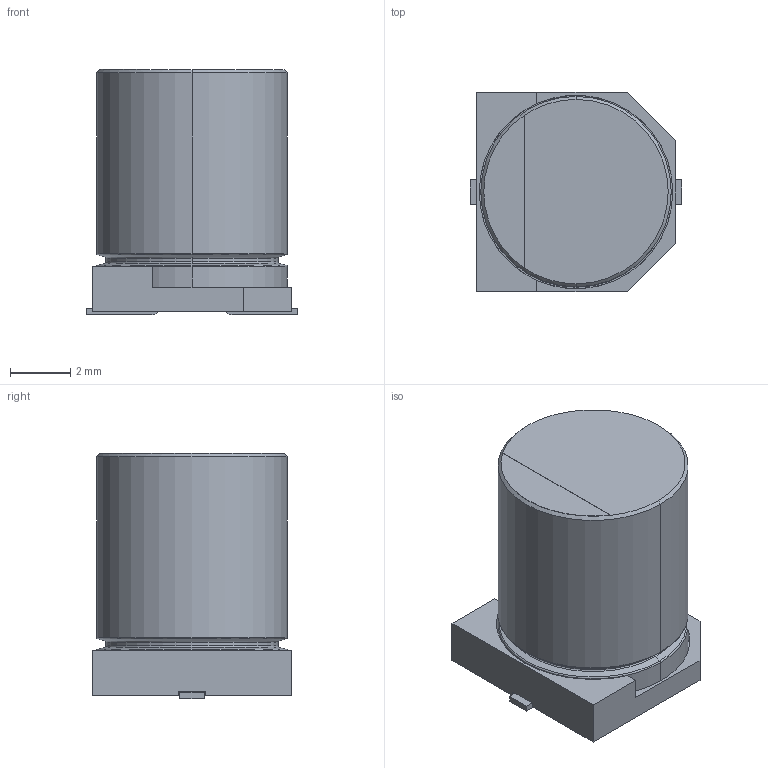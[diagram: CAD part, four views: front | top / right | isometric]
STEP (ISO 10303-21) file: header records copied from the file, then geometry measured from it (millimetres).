
FILE_DESCRIPTION (( 'STEP AP214' ), '1' );
FILE_NAME ('User Library-CC0607.STEP', '2019-02-25T03:04:49', ( '' ), ( '' ), 'SwSTEP 2.0', 'SolidWorks 2019', '' );
FILE_SCHEMA (( 'AUTOMOTIVE_DESIGN' ));
Length unit declared in the file: millimetre
Products named in the file (1): User Library-CC0607
Bounding box: 7 x 6.6 x 8.11 mm (x, y, z)
Volume: 258.8 mm3; surface area: 289.8 mm2
Topology: 1 solids, 1 shells, 93 faces, 224 edges, 140 vertices
Faces by surface type: plane 57, cylinder 22, torus 8, cone 6
Entity records: 3238 total; most frequent: DIRECTION 485, CARTESIAN_POINT 458, ORIENTED_EDGE 448, EDGE_CURVE 224, AXIS2_PLACEMENT_3D 167, LINE 151, VECTOR 151, VERTEX_POINT 140
